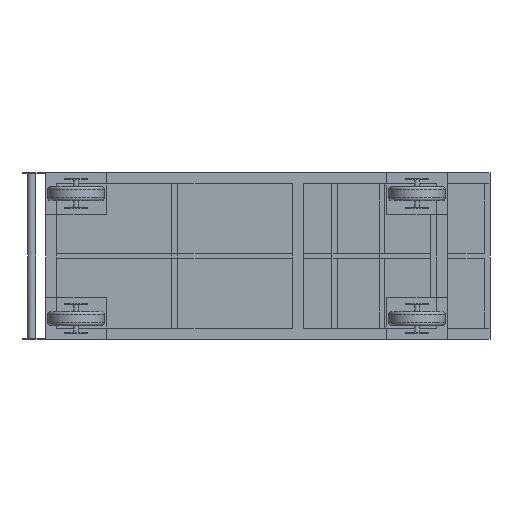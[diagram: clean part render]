
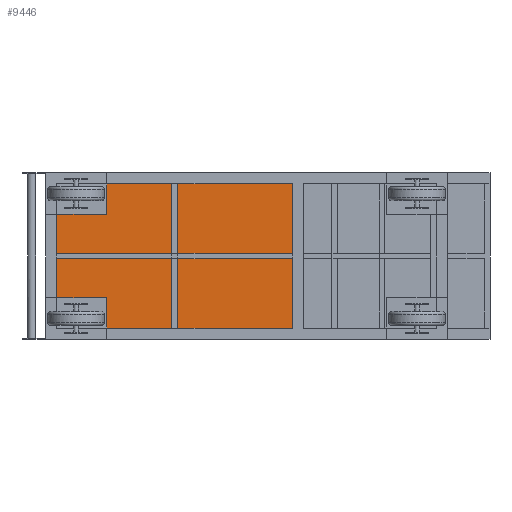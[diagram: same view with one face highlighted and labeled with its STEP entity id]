
A CAD part, front view. The second image highlights one B-rep face of the part: STEP entity #9446.
In plain terms, the highlighted free-form (B-spline) face has degree [1, 1] with [2, 2] control points.
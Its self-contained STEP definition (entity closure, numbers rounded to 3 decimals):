
#3479 = VERTEX_POINT('',#3480);
#3480 = CARTESIAN_POINT('',(1268.478,537.811,
    2432.316));
#3485 = EDGE_CURVE('',#3479,#3486,#3488,.T.);
#3486 = VERTEX_POINT('',#3487);
#3487 = CARTESIAN_POINT('',(1268.478,537.811,
    1819.388));
#3488 = B_SPLINE_CURVE_WITH_KNOTS('',1,(#3489,#3490),.UNSPECIFIED.,.F.,
  .F.,(2,2),(-520.,-0.),.PIECEWISE_BEZIER_KNOTS.);
#3489 = CARTESIAN_POINT('',(1268.478,537.811,
    2432.316));
#3490 = CARTESIAN_POINT('',(1268.478,537.811,
    1819.388));
#3851 = EDGE_CURVE('',#3852,#3854,#3856,.T.);
#3852 = VERTEX_POINT('',#3853);
#3853 = CARTESIAN_POINT('',(219.428,537.811,
    2479.465));
#3854 = VERTEX_POINT('',#3855);
#3855 = CARTESIAN_POINT('',(1221.33,537.811,
    2479.465));
#3856 = B_SPLINE_CURVE_WITH_KNOTS('',1,(#3857,#3858),.UNSPECIFIED.,.F.,
  .F.,(2,2),(-850.,0.),.PIECEWISE_BEZIER_KNOTS.);
#3857 = CARTESIAN_POINT('',(219.428,537.811,
    2479.465));
#3858 = CARTESIAN_POINT('',(1221.33,537.811,
    2479.465));
#5022 = VERTEX_POINT('',#5023);
#5023 = CARTESIAN_POINT('',(1221.33,537.811,
    1772.24));
#5030 = EDGE_CURVE('',#5022,#5031,#5033,.T.);
#5031 = VERTEX_POINT('',#5032);
#5032 = CARTESIAN_POINT('',(219.428,537.811,
    1772.24));
#5033 = B_SPLINE_CURVE_WITH_KNOTS('',1,(#5034,#5035),.UNSPECIFIED.,.F.,
  .F.,(2,2),(-850.,-0.),.PIECEWISE_BEZIER_KNOTS.);
#5034 = CARTESIAN_POINT('',(1221.33,537.811,
    1772.24));
#5035 = CARTESIAN_POINT('',(219.428,537.811,
    1772.24));
#5880 = EDGE_CURVE('',#5881,#3479,#5883,.T.);
#5881 = VERTEX_POINT('',#5882);
#5882 = CARTESIAN_POINT('',(1221.33,537.811,
    2432.316));
#5883 = B_SPLINE_CURVE_WITH_KNOTS('',1,(#5884,#5885),.UNSPECIFIED.,.F.,
  .F.,(2,2),(-40.,0.),.PIECEWISE_BEZIER_KNOTS.);
#5884 = CARTESIAN_POINT('',(1221.33,537.811,
    2432.316));
#5885 = CARTESIAN_POINT('',(1268.478,537.811,
    2432.316));
#5964 = EDGE_CURVE('',#3486,#5965,#5967,.T.);
#5965 = VERTEX_POINT('',#5966);
#5966 = CARTESIAN_POINT('',(1221.33,537.811,
    1819.388));
#5967 = B_SPLINE_CURVE_WITH_KNOTS('',1,(#5968,#5969),.UNSPECIFIED.,.F.,
  .F.,(2,2),(-40.,-0.),.PIECEWISE_BEZIER_KNOTS.);
#5968 = CARTESIAN_POINT('',(1268.478,537.811,
    1819.388));
#5969 = CARTESIAN_POINT('',(1221.33,537.811,
    1819.388));
#7371 = VERTEX_POINT('',#7372);
#7372 = CARTESIAN_POINT('',(219.428,537.811,
    2432.316));
#7377 = EDGE_CURVE('',#7371,#3852,#7378,.T.);
#7378 = B_SPLINE_CURVE_WITH_KNOTS('',1,(#7379,#7380),.UNSPECIFIED.,.F.,
  .F.,(2,2),(-40.,0.),.PIECEWISE_BEZIER_KNOTS.);
#7379 = CARTESIAN_POINT('',(219.428,537.811,
    2432.316));
#7380 = CARTESIAN_POINT('',(219.428,537.811,
    2479.465));
#7429 = EDGE_CURVE('',#3854,#5881,#7430,.T.);
#7430 = B_SPLINE_CURVE_WITH_KNOTS('',1,(#7431,#7432),.UNSPECIFIED.,.F.,
  .F.,(2,2),(-40.,0.),.PIECEWISE_BEZIER_KNOTS.);
#7431 = CARTESIAN_POINT('',(1221.33,537.811,
    2479.465));
#7432 = CARTESIAN_POINT('',(1221.33,537.811,
    2432.316));
#7481 = EDGE_CURVE('',#5031,#7482,#7484,.T.);
#7482 = VERTEX_POINT('',#7483);
#7483 = CARTESIAN_POINT('',(219.428,537.811,
    1819.388));
#7484 = B_SPLINE_CURVE_WITH_KNOTS('',1,(#7485,#7486),.UNSPECIFIED.,.F.,
  .F.,(2,2),(-40.,0.),.PIECEWISE_BEZIER_KNOTS.);
#7485 = CARTESIAN_POINT('',(219.428,537.811,
    1772.24));
#7486 = CARTESIAN_POINT('',(219.428,537.811,
    1819.388));
#7507 = EDGE_CURVE('',#5965,#5022,#7508,.T.);
#7508 = B_SPLINE_CURVE_WITH_KNOTS('',1,(#7509,#7510),.UNSPECIFIED.,.F.,
  .F.,(2,2),(-40.,0.),.PIECEWISE_BEZIER_KNOTS.);
#7509 = CARTESIAN_POINT('',(1221.33,537.811,
    1819.388));
#7510 = CARTESIAN_POINT('',(1221.33,537.811,
    1772.24));
#7527 = VERTEX_POINT('',#7528);
#7528 = CARTESIAN_POINT('',(172.28,537.811,
    2432.316));
#7535 = EDGE_CURVE('',#7527,#7371,#7536,.T.);
#7536 = B_SPLINE_CURVE_WITH_KNOTS('',1,(#7537,#7538),.UNSPECIFIED.,.F.,
  .F.,(2,2),(-40.,0.),.PIECEWISE_BEZIER_KNOTS.);
#7537 = CARTESIAN_POINT('',(172.28,537.811,
    2432.316));
#7538 = CARTESIAN_POINT('',(219.428,537.811,
    2432.316));
#7555 = EDGE_CURVE('',#7482,#7556,#7558,.T.);
#7556 = VERTEX_POINT('',#7557);
#7557 = CARTESIAN_POINT('',(172.28,537.811,
    1819.388));
#7558 = B_SPLINE_CURVE_WITH_KNOTS('',1,(#7559,#7560),.UNSPECIFIED.,.F.,
  .F.,(2,2),(-40.,0.),.PIECEWISE_BEZIER_KNOTS.);
#7559 = CARTESIAN_POINT('',(219.428,537.811,
    1819.388));
#7560 = CARTESIAN_POINT('',(172.28,537.811,
    1819.388));
#9032 = EDGE_CURVE('',#7556,#7527,#9033,.T.);
#9033 = B_SPLINE_CURVE_WITH_KNOTS('',1,(#9034,#9035),.UNSPECIFIED.,.F.,
  .F.,(2,2),(-520.,0.),.PIECEWISE_BEZIER_KNOTS.);
#9034 = CARTESIAN_POINT('',(172.28,537.811,
    1819.388));
#9035 = CARTESIAN_POINT('',(172.28,537.811,
    2432.316));
#9446 = ADVANCED_FACE('',(#9447),#9461,.T.);
#9447 = FACE_BOUND('',#9448,.T.);
#9448 = EDGE_LOOP('',(#9449,#9450,#9451,#9452,#9453,#9454,#9455,#9456,
    #9457,#9458,#9459,#9460));
#9449 = ORIENTED_EDGE('',*,*,#9032,.F.);
#9450 = ORIENTED_EDGE('',*,*,#7555,.F.);
#9451 = ORIENTED_EDGE('',*,*,#7481,.F.);
#9452 = ORIENTED_EDGE('',*,*,#5030,.F.);
#9453 = ORIENTED_EDGE('',*,*,#7507,.F.);
#9454 = ORIENTED_EDGE('',*,*,#5964,.F.);
#9455 = ORIENTED_EDGE('',*,*,#3485,.F.);
#9456 = ORIENTED_EDGE('',*,*,#5880,.F.);
#9457 = ORIENTED_EDGE('',*,*,#7429,.F.);
#9458 = ORIENTED_EDGE('',*,*,#3851,.F.);
#9459 = ORIENTED_EDGE('',*,*,#7377,.F.);
#9460 = ORIENTED_EDGE('',*,*,#7535,.F.);
#9461 = B_SPLINE_SURFACE_WITH_KNOTS('',1,1,(
    (#9462,#9463)
    ,(#9464,#9465
    )),.UNSPECIFIED.,.F.,.F.,.F.,(2,2),(2,2),(-390.956,
    209.044),(-552.836,377.164),
  .PIECEWISE_BEZIER_KNOTS.);
#9462 = CARTESIAN_POINT('',(172.28,537.811,
    2479.465));
#9463 = CARTESIAN_POINT('',(1268.478,537.811,
    2479.465));
#9464 = CARTESIAN_POINT('',(172.28,537.811,
    1772.24));
#9465 = CARTESIAN_POINT('',(1268.478,537.811,
    1772.24));
